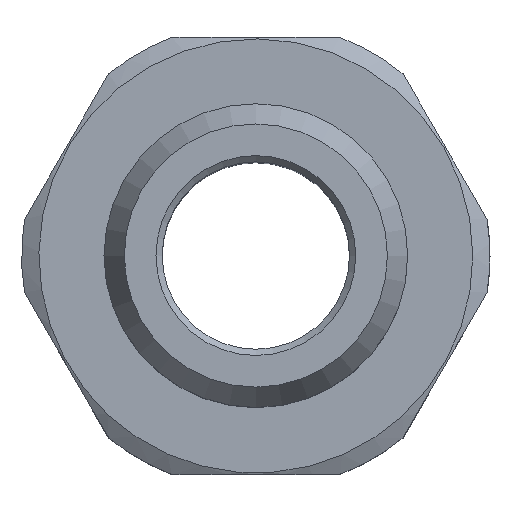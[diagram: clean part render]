
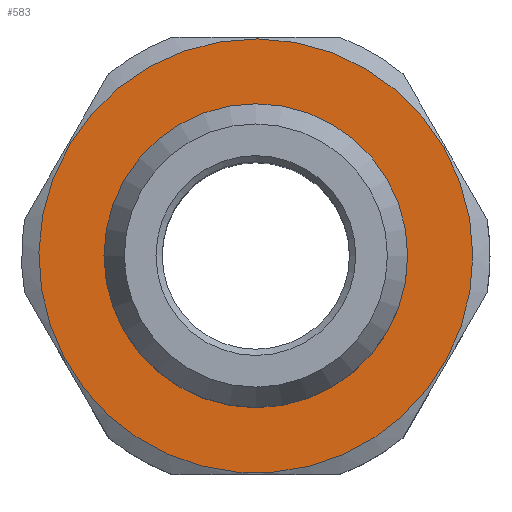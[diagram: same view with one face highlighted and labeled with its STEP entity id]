
A CAD part, top view. The second image highlights one B-rep face of the part: STEP entity #583.
In plain terms, the highlighted planar face has unit normal (0, 0, 1).
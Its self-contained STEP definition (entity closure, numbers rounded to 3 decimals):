
#31=CIRCLE('',#611,6.95);
#42=CIRCLE('',#626,4.864);
#120=ORIENTED_EDGE('',*,*,#199,.T.);
#121=ORIENTED_EDGE('',*,*,#210,.F.);
#199=EDGE_CURVE('',#249,#249,#31,.T.);
#210=EDGE_CURVE('',#254,#254,#42,.T.);
#249=VERTEX_POINT('',#882);
#254=VERTEX_POINT('',#902);
#303=EDGE_LOOP('',(#120));
#304=EDGE_LOOP('',(#121));
#345=FACE_BOUND('',#303,.T.);
#346=FACE_BOUND('',#304,.T.);
#378=PLANE('',#627);
#583=ADVANCED_FACE('',(#345,#346),#378,.T.);
#611=AXIS2_PLACEMENT_3D('',#881,#685,#686);
#626=AXIS2_PLACEMENT_3D('',#901,#715,#716);
#627=AXIS2_PLACEMENT_3D('',#903,#717,#718);
#685=DIRECTION('',(0.,0.,1.));
#686=DIRECTION('',(1.,0.,0.));
#715=DIRECTION('',(0.,0.,1.));
#716=DIRECTION('',(1.,0.,0.));
#717=DIRECTION('',(0.,0.,1.));
#718=DIRECTION('',(1.,0.,0.));
#881=CARTESIAN_POINT('',(0.,0.,2.25));
#882=CARTESIAN_POINT('',(6.95,0.,2.25));
#901=CARTESIAN_POINT('',(0.,0.,2.25));
#902=CARTESIAN_POINT('',(4.864,0.,2.25));
#903=CARTESIAN_POINT('',(0.,0.,2.25));
